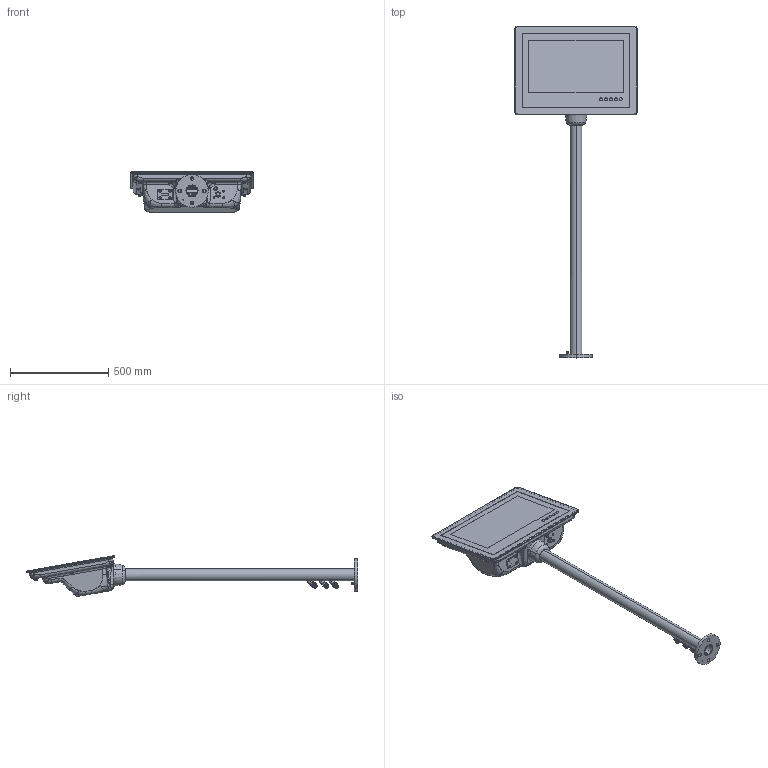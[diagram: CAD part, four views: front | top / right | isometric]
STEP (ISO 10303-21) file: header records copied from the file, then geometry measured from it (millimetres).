
FILE_DESCRIPTION((''),'2;1');
FILE_NAME('CAD-8177_ASM','2022-03-30T07:06:07',('creinig-se'),(''),'CREO PARAMETRIC BY PTC INC, 2019292','CREO PARAMETRIC BY PTC INC, 2019292','');
FILE_SCHEMA(('CONFIG_CONTROL_DESIGN','SHAPE_APPEARANCE_LAYERS_GROUPS'));
Products named in the file (3): CAD-8166_DX_1044794_SW0001; CAD-8177_1045558_DISP_SW0002; CAD-8177_ASM
Assembly tree (2 placements, depth 2):
  CAD-8177_ASM
    CAD-8166_DX_1044794_SW0001
    CAD-8177_1045558_DISP_SW0002
Bounding box: 624.59 x 1687.4 x 206.98 mm (x, y, z)
Volume: 3698023.5 mm3; surface area: 2103811.2 mm2
Topology: 9 solids, 9 shells, 1821 faces, 4355 edges, 2650 vertices
Faces by surface type: cylinder 714, plane 526, bspline 205, cone 196, torus 126, sphere 54
Entity records: 104931 total; most frequent: CARTESIAN_POINT 50559, ORIENTED_EDGE 8634, DIRECTION 8531, PRESENTATION_STYLE_ASSIGNMENT 4327, STYLED_ITEM 4326, CURVE_STYLE 4317, EDGE_CURVE 4317, AXIS2_PLACEMENT_3D 3422
